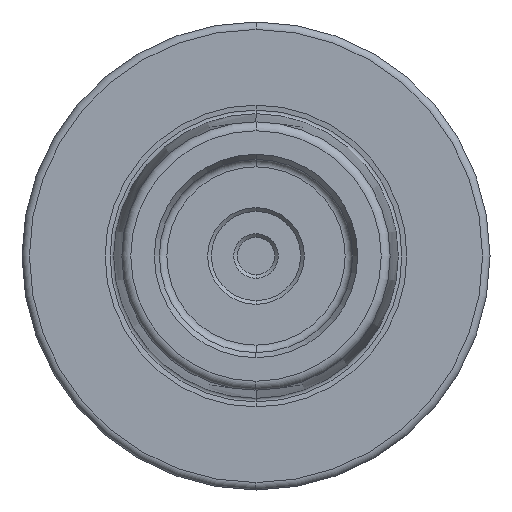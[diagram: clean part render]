
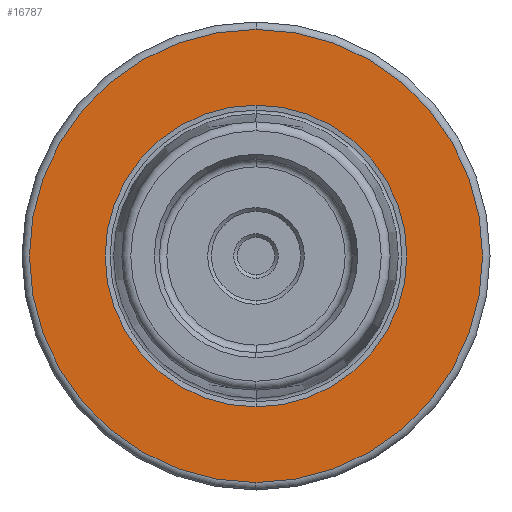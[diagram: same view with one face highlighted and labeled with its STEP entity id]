
A CAD part, left-side view. The second image highlights one B-rep face of the part: STEP entity #16787.
In plain terms, the highlighted planar face has unit normal (-1, 0, 0).
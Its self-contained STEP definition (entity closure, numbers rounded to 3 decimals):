
#558 = DIRECTION ( 'NONE',  ( 0., 0., 1. ) ) ;
#567 = DIRECTION ( 'NONE',  ( -1., 0., 0. ) ) ;
#568 = CARTESIAN_POINT ( 'NONE',  ( 0., 0., 0. ) ) ;
#3720 = CARTESIAN_POINT ( 'NONE',  ( 0., 0., 0. ) ) ;
#3725 = DIRECTION ( 'NONE',  ( 1., 0., 0. ) ) ;
#3727 = DIRECTION ( 'NONE',  ( 0., 0., -1. ) ) ;
#3802 = DIRECTION ( 'NONE',  ( -1., 0., 0. ) ) ;
#3824 = CARTESIAN_POINT ( 'NONE',  ( 0., 0., 0. ) ) ;
#3837 = DIRECTION ( 'NONE',  ( 0., 0., 1. ) ) ;
#4948 = CARTESIAN_POINT ( 'NONE',  ( 0., 20.308, 0. ) ) ;
#4956 = PLANE ( 'NONE',  #20061 ) ;
#4957 = DIRECTION ( 'NONE',  ( 0., 0., 1. ) ) ;
#4958 = DIRECTION ( 'NONE',  ( -1., 0., 0. ) ) ;
#6044 = EDGE_CURVE ( 'NONE', #23829, #23787, #21825, .T. ) ;
#6048 = EDGE_CURVE ( 'NONE', #24305, #24352, #21841, .T. ) ;
#6181 = EDGE_CURVE ( 'NONE', #24352, #24305, #21992, .T. ) ;
#6888 = ORIENTED_EDGE ( 'NONE', *, *, #6044, .T. ) ;
#6902 = ORIENTED_EDGE ( 'NONE', *, *, #6181, .T. ) ;
#6903 = ORIENTED_EDGE ( 'NONE', *, *, #23003, .T. ) ;
#6927 = ORIENTED_EDGE ( 'NONE', *, *, #6048, .T. ) ;
#14192 = DIRECTION ( 'NONE',  ( 0., 0., -1. ) ) ;
#14793 = CIRCLE ( 'NONE', #15699, 20.308 ) ;
#15699 = AXIS2_PLACEMENT_3D ( 'NONE', #16834, #15774, #14192 ) ;
#15774 = DIRECTION ( 'NONE',  ( 1., 0., 0. ) ) ;
#16787 = ADVANCED_FACE ( 'NONE', ( #22120, #22131 ), #4956, .T. ) ;
#16834 = CARTESIAN_POINT ( 'NONE',  ( 0., 0., 0. ) ) ;
#19167 = CARTESIAN_POINT ( 'NONE',  ( 0., 0., 20.308 ) ) ;
#19181 = CARTESIAN_POINT ( 'NONE',  ( 0., 0., -20.308 ) ) ;
#19671 = CARTESIAN_POINT ( 'NONE',  ( 0., 0., 30.5 ) ) ;
#19740 = CARTESIAN_POINT ( 'NONE',  ( 0., 0., -30.5 ) ) ;
#19782 = AXIS2_PLACEMENT_3D ( 'NONE', #3720, #3725, #3727 ) ;
#19867 = AXIS2_PLACEMENT_3D ( 'NONE', #3824, #3802, #3837 ) ;
#20009 = AXIS2_PLACEMENT_3D ( 'NONE', #568, #567, #558 ) ;
#20061 = AXIS2_PLACEMENT_3D ( 'NONE', #4948, #4958, #4957 ) ;
#21655 = EDGE_LOOP ( 'NONE', ( #6903, #6888 ) ) ;
#21825 = CIRCLE ( 'NONE', #19782, 20.308 ) ;
#21841 = CIRCLE ( 'NONE', #19867, 30.5 ) ;
#21992 = CIRCLE ( 'NONE', #20009, 30.5 ) ;
#22120 = FACE_OUTER_BOUND ( 'NONE', #22839, .T. ) ;
#22131 = FACE_BOUND ( 'NONE', #21655, .T. ) ;
#22839 = EDGE_LOOP ( 'NONE', ( #6927, #6902 ) ) ;
#23003 = EDGE_CURVE ( 'NONE', #23787, #23829, #14793, .T. ) ;
#23787 = VERTEX_POINT ( 'NONE', #19167 ) ;
#23829 = VERTEX_POINT ( 'NONE', #19181 ) ;
#24305 = VERTEX_POINT ( 'NONE', #19671 ) ;
#24352 = VERTEX_POINT ( 'NONE', #19740 ) ;
